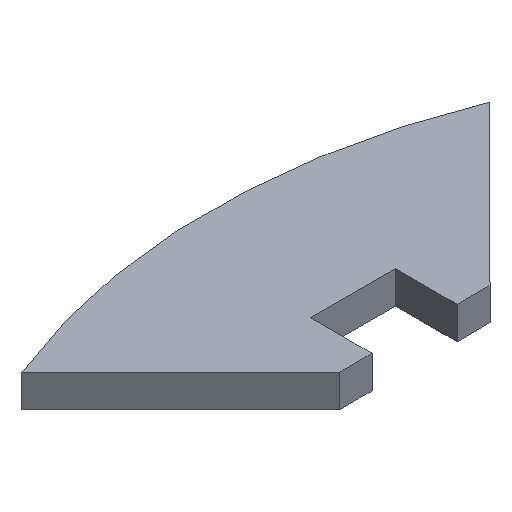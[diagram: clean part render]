
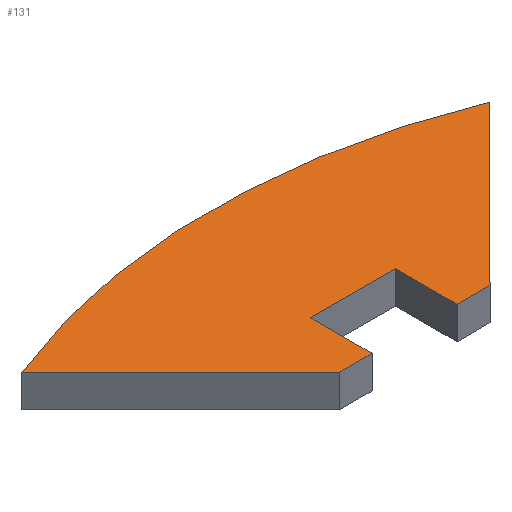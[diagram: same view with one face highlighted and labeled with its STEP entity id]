
A CAD part, isometric view. The second image highlights one B-rep face of the part: STEP entity #131.
In plain terms, the highlighted planar face has unit normal (0, 0, 1).
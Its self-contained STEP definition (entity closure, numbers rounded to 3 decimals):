
#1 = VERTEX_POINT ( 'NONE', #88 ) ;
#3 = LINE ( 'NONE', #266, #194 ) ;
#4 = ORIENTED_EDGE ( 'NONE', *, *, #243, .T. ) ;
#7 = CARTESIAN_POINT ( 'NONE',  ( 0., 0., 2.1 ) ) ;
#8 = ORIENTED_EDGE ( 'NONE', *, *, #303, .F. ) ;
#10 = VECTOR ( 'NONE', #48, 1000. ) ;
#14 = CARTESIAN_POINT ( 'NONE',  ( 2.125, 0., 2.1 ) ) ;
#19 = VERTEX_POINT ( 'NONE', #7 ) ;
#20 = EDGE_CURVE ( 'NONE', #76, #260, #321, .T. ) ;
#36 = EDGE_CURVE ( 'NONE', #219, #323, #3, .T. ) ;
#40 = EDGE_LOOP ( 'NONE', ( #8, #327, #228, #205, #4, #211, #133, #142 ) ) ;
#48 = DIRECTION ( 'NONE',  ( -0.707, 0.707, 0. ) ) ;
#57 = LINE ( 'NONE', #186, #214 ) ;
#69 = DIRECTION ( 'NONE',  ( 0., -1., 0. ) ) ;
#73 = DIRECTION ( 'NONE',  ( 1., 0., 0. ) ) ;
#75 = VECTOR ( 'NONE', #90, 1000. ) ;
#76 = VERTEX_POINT ( 'NONE', #14 ) ;
#82 = VECTOR ( 'NONE', #269, 1000. ) ;
#88 = CARTESIAN_POINT ( 'NONE',  ( -10.26, 10.26, 2.1 ) ) ;
#90 = DIRECTION ( 'NONE',  ( 0., 1., 0. ) ) ;
#94 = CARTESIAN_POINT ( 'NONE',  ( 4.875, -4.875, 2.1 ) ) ;
#97 = DIRECTION ( 'NONE',  ( 1., 0., 0. ) ) ;
#101 = DIRECTION ( 'NONE',  ( 1., 0., 0. ) ) ;
#105 = CARTESIAN_POINT ( 'NONE',  ( 0., 0., 2.1 ) ) ;
#108 = FACE_OUTER_BOUND ( 'NONE', #40, .T. ) ;
#116 = EDGE_CURVE ( 'NONE', #198, #308, #332, .T. ) ;
#127 = DIRECTION ( 'NONE',  ( 0., 0., 1. ) ) ;
#131 = ADVANCED_FACE ( 'NONE', ( #108 ), #230, .T. ) ;
#133 = ORIENTED_EDGE ( 'NONE', *, *, #236, .T. ) ;
#135 = CARTESIAN_POINT ( 'NONE',  ( 7.625, 4., 2.1 ) ) ;
#139 = CARTESIAN_POINT ( 'NONE',  ( 0., 0., 2.1 ) ) ;
#142 = ORIENTED_EDGE ( 'NONE', *, *, #116, .T. ) ;
#160 = DIRECTION ( 'NONE',  ( 0., 0., -1. ) ) ;
#166 = LINE ( 'NONE', #277, #311 ) ;
#182 = AXIS2_PLACEMENT_3D ( 'NONE', #298, #160, #73 ) ;
#186 = CARTESIAN_POINT ( 'NONE',  ( 0., 0., 2.1 ) ) ;
#187 = DIRECTION ( 'NONE',  ( 1., 0., 0. ) ) ;
#192 = EDGE_CURVE ( 'NONE', #19, #1, #241, .T. ) ;
#194 = VECTOR ( 'NONE', #69, 1000. ) ;
#197 = AXIS2_PLACEMENT_3D ( 'NONE', #270, #127, #97 ) ;
#198 = VERTEX_POINT ( 'NONE', #276 ) ;
#205 = ORIENTED_EDGE ( 'NONE', *, *, #20, .T. ) ;
#209 = CARTESIAN_POINT ( 'NONE',  ( 7.625, 0., 2.1 ) ) ;
#210 = CARTESIAN_POINT ( 'NONE',  ( 20.01, 10.26, 2.1 ) ) ;
#211 = ORIENTED_EDGE ( 'NONE', *, *, #36, .T. ) ;
#214 = VECTOR ( 'NONE', #187, 1000. ) ;
#219 = VERTEX_POINT ( 'NONE', #135 ) ;
#228 = ORIENTED_EDGE ( 'NONE', *, *, #329, .T. ) ;
#230 = PLANE ( 'NONE',  #197 ) ;
#236 = EDGE_CURVE ( 'NONE', #323, #198, #57, .T. ) ;
#241 = LINE ( 'NONE', #105, #10 ) ;
#243 = EDGE_CURVE ( 'NONE', #260, #219, #166, .T. ) ;
#246 = CARTESIAN_POINT ( 'NONE',  ( 2.125, 0., 2.1 ) ) ;
#260 = VERTEX_POINT ( 'NONE', #330 ) ;
#262 = DIRECTION ( 'NONE',  ( 1., 0., 0. ) ) ;
#266 = CARTESIAN_POINT ( 'NONE',  ( 7.625, 0., 2.1 ) ) ;
#269 = DIRECTION ( 'NONE',  ( 0.707, 0.707, 0. ) ) ;
#270 = CARTESIAN_POINT ( 'NONE',  ( 0., 0., 2.1 ) ) ;
#276 = CARTESIAN_POINT ( 'NONE',  ( 9.75, 0., 2.1 ) ) ;
#277 = CARTESIAN_POINT ( 'NONE',  ( 0., 4., 2.1 ) ) ;
#284 = CIRCLE ( 'NONE', #182, 40. ) ;
#298 = CARTESIAN_POINT ( 'NONE',  ( 4.875, -26.766, 2.1 ) ) ;
#299 = VECTOR ( 'NONE', #262, 1000. ) ;
#303 = EDGE_CURVE ( 'NONE', #1, #308, #284, .T. ) ;
#308 = VERTEX_POINT ( 'NONE', #210 ) ;
#310 = LINE ( 'NONE', #139, #299 ) ;
#311 = VECTOR ( 'NONE', #101, 1000. ) ;
#321 = LINE ( 'NONE', #246, #75 ) ;
#323 = VERTEX_POINT ( 'NONE', #209 ) ;
#327 = ORIENTED_EDGE ( 'NONE', *, *, #192, .F. ) ;
#329 = EDGE_CURVE ( 'NONE', #19, #76, #310, .T. ) ;
#330 = CARTESIAN_POINT ( 'NONE',  ( 2.125, 4., 2.1 ) ) ;
#332 = LINE ( 'NONE', #94, #82 ) ;
